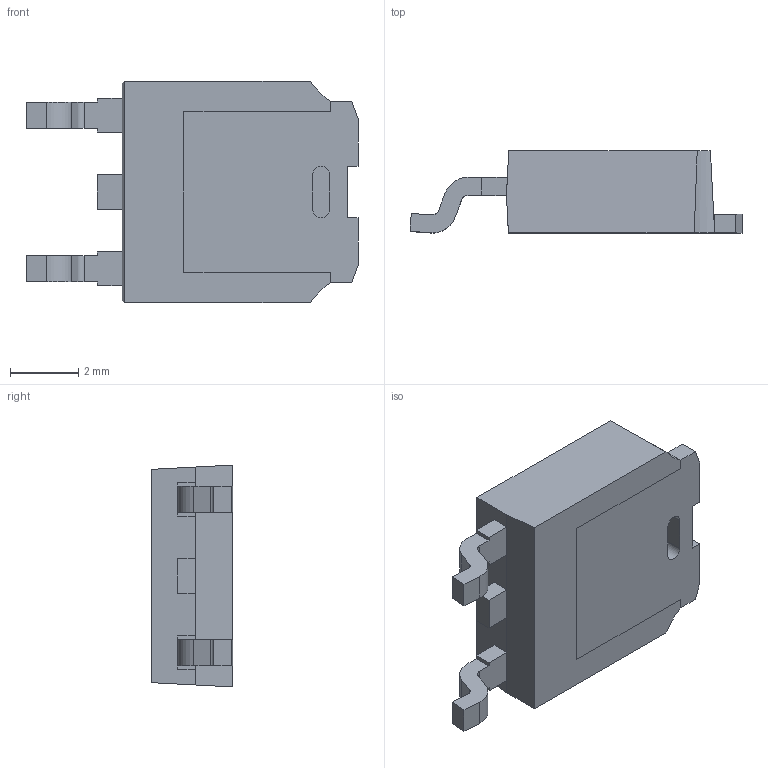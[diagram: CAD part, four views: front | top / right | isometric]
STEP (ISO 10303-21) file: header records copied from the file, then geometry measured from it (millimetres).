
FILE_DESCRIPTION (( 'STEP AP214' ), '1' );
FILE_NAME ('L78M05ACDT-TR.STEP', '2023-01-20T10:20:17', ( '' ), ( '' ), 'SwSTEP 2.0', 'SolidWorks 2017', '' );
FILE_SCHEMA (( 'AUTOMOTIVE_DESIGN' ));
Length unit declared in the file: millimetre
Products named in the file (2): L78M05ACDT-TR
Assembly tree (1 placements, depth 2):
  L78M05ACDT-TR
    L78M05ACDT-TR
Bounding box: 9.72 x 2.4 x 6.5 mm (x, y, z)
Volume: 96.2 mm3; surface area: 221.8 mm2
Topology: 5 solids, 5 shells, 75 faces, 195 edges, 130 vertices
Faces by surface type: plane 63, cylinder 12
Entity records: 2379 total; most frequent: CARTESIAN_POINT 416, ORIENTED_EDGE 390, DIRECTION 373, EDGE_CURVE 195, VECTOR 167, LINE 167, VERTEX_POINT 130, AXIS2_PLACEMENT_3D 103
